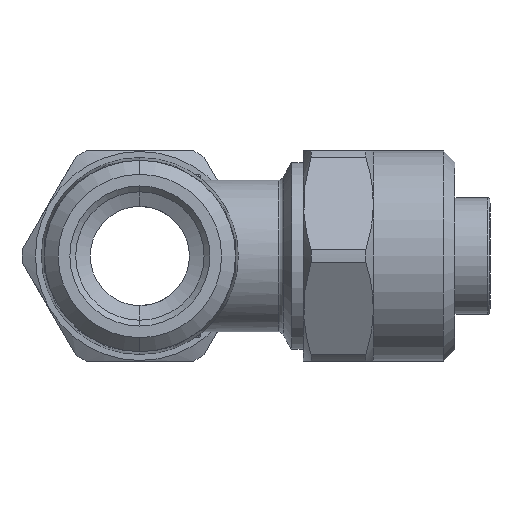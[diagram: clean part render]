
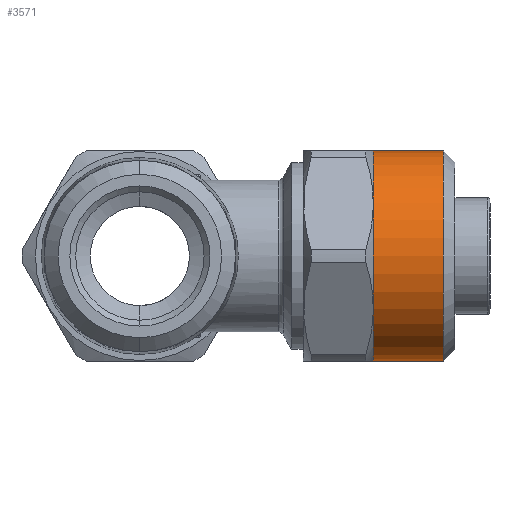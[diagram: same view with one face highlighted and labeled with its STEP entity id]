
A CAD part, front view. The second image highlights one B-rep face of the part: STEP entity #3571.
In plain terms, the highlighted cylindrical face has radius 9 mm (diameter 18 mm), a partial arc.
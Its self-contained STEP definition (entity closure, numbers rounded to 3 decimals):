
#181 = EDGE_CURVE ( 'NONE', #1536, #1538, #3062, .T. ) ;
#182 = EDGE_CURVE ( 'NONE', #1539, #1538, #6422, .T. ) ;
#183 = EDGE_CURVE ( 'NONE', #1540, #1539, #6433, .T. ) ;
#184 = EDGE_CURVE ( 'NONE', #1541, #1540, #6431, .T. ) ;
#185 = EDGE_CURVE ( 'NONE', #1537, #1541, #3063, .T. ) ;
#204 = EDGE_CURVE ( 'NONE', #1537, #1536, #6374, .T. ) ;
#545 = CARTESIAN_POINT ( 'NONE',  ( 10.787, 0., 9. ) ) ;
#546 = DIRECTION ( 'NONE',  ( -1., 0., 0. ) ) ;
#547 = CARTESIAN_POINT ( 'NONE',  ( 20., 0., 0. ) ) ;
#548 = DIRECTION ( 'NONE',  ( -1., 0., 0. ) ) ;
#549 = DIRECTION ( 'NONE',  ( 0., 0., -1. ) ) ;
#550 = CARTESIAN_POINT ( 'NONE',  ( 20., 0., 0. ) ) ;
#551 = DIRECTION ( 'NONE',  ( -1., 0., 0. ) ) ;
#552 = DIRECTION ( 'NONE',  ( 0., 0., -1. ) ) ;
#553 = CARTESIAN_POINT ( 'NONE',  ( 20., 0., 0. ) ) ;
#554 = DIRECTION ( 'NONE',  ( -1., 0., 0. ) ) ;
#555 = DIRECTION ( 'NONE',  ( 0., 0., -1. ) ) ;
#556 = CARTESIAN_POINT ( 'NONE',  ( 10.787, 0., -9. ) ) ;
#557 = DIRECTION ( 'NONE',  ( -1., 0., 0. ) ) ;
#633 = CARTESIAN_POINT ( 'NONE',  ( 26., 0., 0. ) ) ;
#634 = DIRECTION ( 'NONE',  ( -1., 0., 0. ) ) ;
#635 = DIRECTION ( 'NONE',  ( 0., 0., -1. ) ) ;
#989 = AXIS2_PLACEMENT_3D ( 'NONE', #4496, #4497, #4498 ) ;
#1536 = VERTEX_POINT ( 'NONE', #1774 ) ;
#1537 = VERTEX_POINT ( 'NONE', #1775 ) ;
#1538 = VERTEX_POINT ( 'NONE', #1776 ) ;
#1539 = VERTEX_POINT ( 'NONE', #1777 ) ;
#1540 = VERTEX_POINT ( 'NONE', #1778 ) ;
#1541 = VERTEX_POINT ( 'NONE', #1779 ) ;
#1774 = CARTESIAN_POINT ( 'NONE',  ( 26., 0., 9. ) ) ;
#1775 = CARTESIAN_POINT ( 'NONE',  ( 26., 0., -9. ) ) ;
#1776 = CARTESIAN_POINT ( 'NONE',  ( 20., 0., 9. ) ) ;
#1777 = CARTESIAN_POINT ( 'NONE',  ( 20., -7.794, 4.5 ) ) ;
#1778 = CARTESIAN_POINT ( 'NONE',  ( 20., -7.794, -4.5 ) ) ;
#1779 = CARTESIAN_POINT ( 'NONE',  ( 20., 0., -9. ) ) ;
#2424 = ORIENTED_EDGE ( 'NONE', *, *, #185, .F. ) ;
#2431 = ORIENTED_EDGE ( 'NONE', *, *, #183, .F. ) ;
#2432 = ORIENTED_EDGE ( 'NONE', *, *, #181, .T. ) ;
#2433 = ORIENTED_EDGE ( 'NONE', *, *, #182, .F. ) ;
#2447 = ORIENTED_EDGE ( 'NONE', *, *, #184, .F. ) ;
#2579 = ORIENTED_EDGE ( 'NONE', *, *, #204, .T. ) ;
#3062 = LINE ( 'NONE', #545, #6314 ) ;
#3063 = LINE ( 'NONE', #556, #6424 ) ;
#3571 = ADVANCED_FACE ( 'NONE', ( #4308 ), #4309, .T. ) ;
#4308 = FACE_OUTER_BOUND ( 'NONE', #5952, .T. ) ;
#4309 = CYLINDRICAL_SURFACE ( 'NONE', #989, 9. ) ;
#4496 = CARTESIAN_POINT ( 'NONE',  ( 10.787, 0., 0. ) ) ;
#4497 = DIRECTION ( 'NONE',  ( -1., 0., 0. ) ) ;
#4498 = DIRECTION ( 'NONE',  ( 0., 0., -1. ) ) ;
#5952 = EDGE_LOOP ( 'NONE', ( #2579, #2432, #2433, #2431, #2447, #2424 ) ) ;
#6281 = AXIS2_PLACEMENT_3D ( 'NONE', #547, #548, #549 ) ;
#6314 = VECTOR ( 'NONE', #546, 1000. ) ;
#6374 = CIRCLE ( 'NONE', #6382, 9. ) ;
#6382 = AXIS2_PLACEMENT_3D ( 'NONE', #633, #634, #635 ) ;
#6422 = CIRCLE ( 'NONE', #6281, 9. ) ;
#6424 = VECTOR ( 'NONE', #557, 1000. ) ;
#6430 = AXIS2_PLACEMENT_3D ( 'NONE', #553, #554, #555 ) ;
#6431 = CIRCLE ( 'NONE', #6430, 9. ) ;
#6432 = AXIS2_PLACEMENT_3D ( 'NONE', #550, #551, #552 ) ;
#6433 = CIRCLE ( 'NONE', #6432, 9. ) ;
